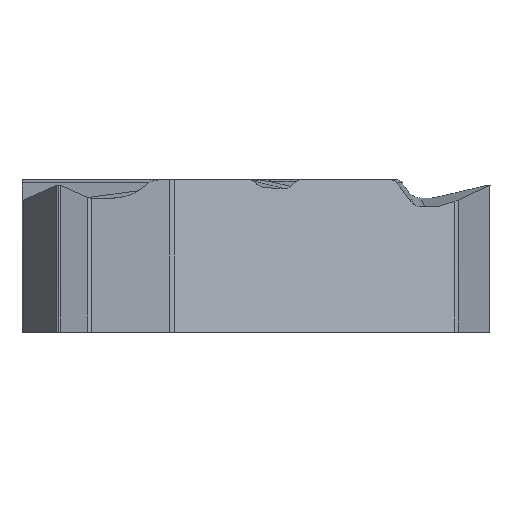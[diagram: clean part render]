
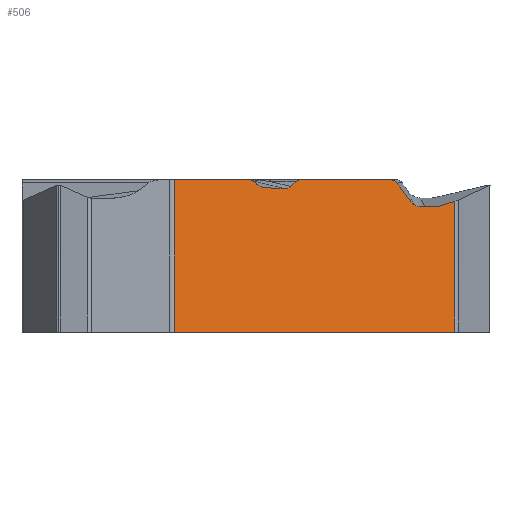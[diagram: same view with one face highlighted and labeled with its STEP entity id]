
A CAD part, front view. The second image highlights one B-rep face of the part: STEP entity #506.
In plain terms, the highlighted planar face has unit normal (0.5, -0.866, 0).
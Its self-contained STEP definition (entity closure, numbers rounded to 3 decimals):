
#59=PLANE('',#1730);
#104=ELLIPSE('',#1725,0.338,0.32);
#105=ELLIPSE('',#1726,0.392,0.32);
#106=ELLIPSE('',#1727,0.236,0.2);
#107=ELLIPSE('',#1728,0.167,0.15);
#108=ELLIPSE('',#1729,0.15,0.15);
#133=FACE_OUTER_BOUND('',#646,.T.);
#246=LINE('',#2896,#387);
#247=LINE('',#2900,#388);
#248=LINE('',#2902,#389);
#249=LINE('',#2904,#390);
#250=LINE('',#2908,#391);
#251=LINE('',#2912,#392);
#252=LINE('',#2916,#393);
#253=LINE('',#2920,#394);
#254=LINE('',#2933,#395);
#255=LINE('',#2949,#396);
#256=LINE('',#2953,#397);
#387=VECTOR('',#1968,1.);
#388=VECTOR('',#1973,1.);
#389=VECTOR('',#1974,1.);
#390=VECTOR('',#1975,1.);
#391=VECTOR('',#1978,1.);
#392=VECTOR('',#1981,1.);
#393=VECTOR('',#1984,1.);
#394=VECTOR('',#1987,1.);
#395=VECTOR('',#1988,1.);
#396=VECTOR('',#1989,1.);
#397=VECTOR('',#1992,1.);
#506=ADVANCED_FACE('',(#133),#59,.F.);
#646=EDGE_LOOP('',(#810,#811,#812,#813,#814,#815,#816,#817,#818,#819,#820,
#821,#822,#823,#824,#825,#826,#827));
#810=ORIENTED_EDGE('',*,*,#1424,.F.);
#811=ORIENTED_EDGE('',*,*,#1425,.T.);
#812=ORIENTED_EDGE('',*,*,#1426,.T.);
#813=ORIENTED_EDGE('',*,*,#1427,.T.);
#814=ORIENTED_EDGE('',*,*,#1428,.F.);
#815=ORIENTED_EDGE('',*,*,#1429,.T.);
#816=ORIENTED_EDGE('',*,*,#1430,.T.);
#817=ORIENTED_EDGE('',*,*,#1431,.F.);
#818=ORIENTED_EDGE('',*,*,#1432,.F.);
#819=ORIENTED_EDGE('',*,*,#1433,.F.);
#820=ORIENTED_EDGE('',*,*,#1434,.T.);
#821=ORIENTED_EDGE('',*,*,#1435,.T.);
#822=ORIENTED_EDGE('',*,*,#1436,.T.);
#823=ORIENTED_EDGE('',*,*,#1437,.T.);
#824=ORIENTED_EDGE('',*,*,#1438,.T.);
#825=ORIENTED_EDGE('',*,*,#1439,.F.);
#826=ORIENTED_EDGE('',*,*,#1440,.F.);
#827=ORIENTED_EDGE('',*,*,#1422,.T.);
#1260=VERTEX_POINT('',#2895);
#1261=VERTEX_POINT('',#2897);
#1262=VERTEX_POINT('',#2901);
#1263=VERTEX_POINT('',#2903);
#1264=VERTEX_POINT('',#2905);
#1265=VERTEX_POINT('',#2907);
#1266=VERTEX_POINT('',#2909);
#1267=VERTEX_POINT('',#2911);
#1268=VERTEX_POINT('',#2913);
#1269=VERTEX_POINT('',#2915);
#1270=VERTEX_POINT('',#2917);
#1271=VERTEX_POINT('',#2919);
#1272=VERTEX_POINT('',#2921);
#1273=VERTEX_POINT('',#2932);
#1274=VERTEX_POINT('',#2934);
#1275=VERTEX_POINT('',#2948);
#1276=VERTEX_POINT('',#2950);
#1277=VERTEX_POINT('',#2952);
#1422=EDGE_CURVE('',#1261,#1260,#246,.T.);
#1424=EDGE_CURVE('',#1262,#1260,#247,.T.);
#1425=EDGE_CURVE('',#1262,#1263,#248,.T.);
#1426=EDGE_CURVE('',#1263,#1264,#249,.T.);
#1427=EDGE_CURVE('',#1264,#1265,#104,.T.);
#1428=EDGE_CURVE('',#1266,#1265,#250,.T.);
#1429=EDGE_CURVE('',#1266,#1267,#105,.T.);
#1430=EDGE_CURVE('',#1267,#1268,#251,.T.);
#1431=EDGE_CURVE('',#1269,#1268,#106,.T.);
#1432=EDGE_CURVE('',#1270,#1269,#252,.T.);
#1433=EDGE_CURVE('',#1271,#1270,#107,.T.);
#1434=EDGE_CURVE('',#1271,#1272,#253,.T.);
#1435=EDGE_CURVE('',#1272,#1273,#1650,.T.);
#1436=EDGE_CURVE('',#1273,#1274,#254,.T.);
#1437=EDGE_CURVE('',#1274,#1275,#1651,.T.);
#1438=EDGE_CURVE('',#1275,#1276,#255,.T.);
#1439=EDGE_CURVE('',#1277,#1276,#108,.T.);
#1440=EDGE_CURVE('',#1261,#1277,#256,.T.);
#1650=B_SPLINE_CURVE_WITH_KNOTS('',3,(#2922,#2923,#2924,#2925,#2926,#2927,
#2928,#2929,#2930,#2931),.UNSPECIFIED.,.F.,.F.,(4,3,3,4),(0.,0.474,
0.706,1.),.UNSPECIFIED.);
#1651=B_SPLINE_CURVE_WITH_KNOTS('',3,(#2935,#2936,#2937,#2938,#2939,#2940,
#2941,#2942,#2943,#2944,#2945,#2946,#2947),.UNSPECIFIED.,.F.,.F.,(4,3,3,
3,4),(0.,0.25,0.499,0.746,1.),
 .UNSPECIFIED.);
#1725=AXIS2_PLACEMENT_3D('',#2906,#1976,#1977);
#1726=AXIS2_PLACEMENT_3D('',#2910,#1979,#1980);
#1727=AXIS2_PLACEMENT_3D('',#2914,#1982,#1983);
#1728=AXIS2_PLACEMENT_3D('',#2918,#1985,#1986);
#1729=AXIS2_PLACEMENT_3D('',#2951,#1990,#1991);
#1730=AXIS2_PLACEMENT_3D('',#2954,#1993,#1994);
#1968=DIRECTION('',(0.,0.,-1.));
#1973=DIRECTION('',(-0.866,-0.5,0.));
#1974=DIRECTION('',(0.,0.,1.));
#1975=DIRECTION('',(-0.837,-0.483,-0.259));
#1976=DIRECTION('',(-0.5,0.866,0.));
#1977=DIRECTION('',(-0.837,-0.483,-0.259));
#1978=DIRECTION('',(0.866,0.5,0.));
#1979=DIRECTION('',(-0.5,0.866,0.));
#1980=DIRECTION('',(-0.859,-0.496,0.124));
#1981=DIRECTION('',(-0.563,-0.325,0.759));
#1982=DIRECTION('',(-0.5,0.866,0.));
#1983=DIRECTION('',(0.866,0.5,0.));
#1984=DIRECTION('',(0.866,0.5,0.));
#1985=DIRECTION('',(-0.5,0.866,0.));
#1986=DIRECTION('',(-0.866,-0.5,0.));
#1987=DIRECTION('',(-0.687,-0.397,-0.608));
#1988=DIRECTION('',(-0.865,-0.499,0.049));
#1989=DIRECTION('',(-0.656,-0.378,0.653));
#1990=DIRECTION('',(-0.5,0.866,0.));
#1991=DIRECTION('',(0.866,0.5,0.));
#1992=DIRECTION('',(0.866,0.5,0.));
#1993=DIRECTION('',(-0.5,0.866,0.));
#1994=DIRECTION('',(-0.866,-0.5,0.));
#2895=CARTESIAN_POINT('',(-0.563,-5.825,-3.97));
#2896=CARTESIAN_POINT('',(-0.563,-5.825,0.08));
#2897=CARTESIAN_POINT('',(-0.563,-5.825,0.22));
#2900=CARTESIAN_POINT('',(8.733,-0.457,-3.97));
#2901=CARTESIAN_POINT('',(7.158,-1.366,-3.97));
#2902=CARTESIAN_POINT('',(7.158,-1.366,0.08));
#2903=CARTESIAN_POINT('',(7.158,-1.366,-0.371));
#2904=CARTESIAN_POINT('',(-3.128,-7.305,-3.554));
#2905=CARTESIAN_POINT('',(6.717,-1.621,-0.508));
#2906=CARTESIAN_POINT('',(6.645,-1.663,-0.199));
#2907=CARTESIAN_POINT('',(6.637,-1.667,-0.52));
#2908=CARTESIAN_POINT('',(-3.971,-7.792,-0.52));
#2909=CARTESIAN_POINT('',(6.234,-1.9,-0.52));
#2910=CARTESIAN_POINT('',(6.217,-1.91,-0.199));
#2911=CARTESIAN_POINT('',(5.944,-2.068,-0.375));
#2912=CARTESIAN_POINT('',(1.552,-4.603,5.544));
#2913=CARTESIAN_POINT('',(5.563,-2.287,0.138));
#2914=CARTESIAN_POINT('',(5.398,-2.383,0.02));
#2915=CARTESIAN_POINT('',(5.398,-2.383,0.22));
#2916=CARTESIAN_POINT('',(-3.971,-7.792,0.22));
#2917=CARTESIAN_POINT('',(2.884,-3.834,0.22));
#2918=CARTESIAN_POINT('',(2.884,-3.834,0.07));
#2919=CARTESIAN_POINT('',(2.79,-3.888,0.184));
#2920=CARTESIAN_POINT('',(-1.514,-6.373,-3.623));
#2921=CARTESIAN_POINT('',(2.626,-3.983,0.039));
#2922=CARTESIAN_POINT('',(2.626,-3.983,0.039));
#2923=CARTESIAN_POINT('',(2.603,-3.996,0.019));
#2924=CARTESIAN_POINT('',(2.577,-4.011,0.003));
#2925=CARTESIAN_POINT('',(2.55,-4.027,-0.007));
#2926=CARTESIAN_POINT('',(2.536,-4.035,-0.012));
#2927=CARTESIAN_POINT('',(2.522,-4.043,-0.016));
#2928=CARTESIAN_POINT('',(2.508,-4.051,-0.018));
#2929=CARTESIAN_POINT('',(2.49,-4.061,-0.022));
#2930=CARTESIAN_POINT('',(2.472,-4.072,-0.023));
#2931=CARTESIAN_POINT('',(2.454,-4.082,-0.022));
#2932=CARTESIAN_POINT('',(2.454,-4.082,-0.022));
#2933=CARTESIAN_POINT('',(8.714,-0.468,-0.373));
#2934=CARTESIAN_POINT('',(1.894,-4.406,0.01));
#2935=CARTESIAN_POINT('',(1.894,-4.406,0.01));
#2936=CARTESIAN_POINT('',(1.878,-4.415,0.011));
#2937=CARTESIAN_POINT('',(1.863,-4.424,0.013));
#2938=CARTESIAN_POINT('',(1.847,-4.433,0.017));
#2939=CARTESIAN_POINT('',(1.832,-4.442,0.021));
#2940=CARTESIAN_POINT('',(1.817,-4.45,0.026));
#2941=CARTESIAN_POINT('',(1.802,-4.459,0.033));
#2942=CARTESIAN_POINT('',(1.788,-4.467,0.04));
#2943=CARTESIAN_POINT('',(1.774,-4.475,0.048));
#2944=CARTESIAN_POINT('',(1.761,-4.483,0.057));
#2945=CARTESIAN_POINT('',(1.747,-4.491,0.067));
#2946=CARTESIAN_POINT('',(1.734,-4.498,0.078));
#2947=CARTESIAN_POINT('',(1.722,-4.505,0.09));
#2948=CARTESIAN_POINT('',(1.722,-4.505,0.09));
#2949=CARTESIAN_POINT('',(5.744,-2.183,-3.919));
#2950=CARTESIAN_POINT('',(1.628,-4.559,0.184));
#2951=CARTESIAN_POINT('',(1.543,-4.608,0.07));
#2952=CARTESIAN_POINT('',(1.543,-4.608,0.22));
#2953=CARTESIAN_POINT('',(8.733,-0.457,0.22));
#2954=CARTESIAN_POINT('',(8.733,-0.457,0.08));
